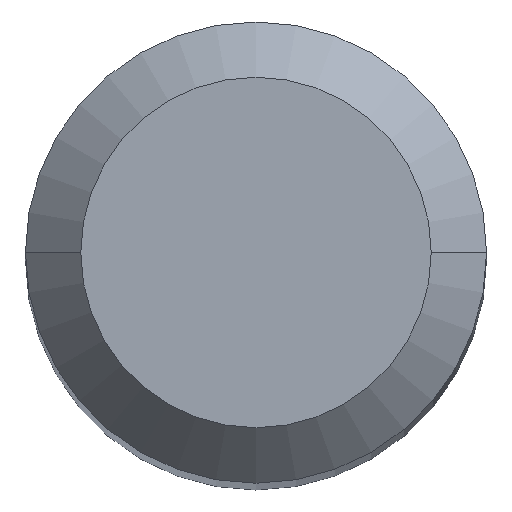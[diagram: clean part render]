
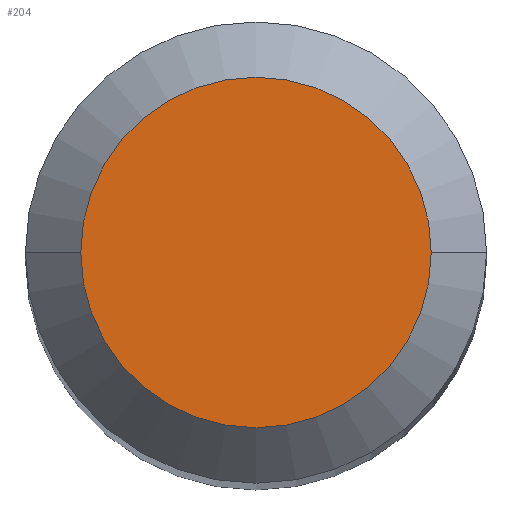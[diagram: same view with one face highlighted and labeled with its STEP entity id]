
A CAD part, top view. The second image highlights one B-rep face of the part: STEP entity #204.
In plain terms, the highlighted planar face has unit normal (0, 0, 1).
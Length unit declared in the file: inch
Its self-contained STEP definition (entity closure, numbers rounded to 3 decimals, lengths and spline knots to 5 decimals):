
#6 = EDGE_CURVE ( 'NONE', #29, #120, #460, .T. ) ;
#29 = VERTEX_POINT ( 'NONE', #40 ) ;
#40 = CARTESIAN_POINT ( 'NONE',  ( -0.0475, 0., 0. ) ) ;
#87 = ORIENTED_EDGE ( 'NONE', *, *, #363, .T. ) ;
#120 = VERTEX_POINT ( 'NONE', #474 ) ;
#132 = FACE_OUTER_BOUND ( 'NONE', #292, .T. ) ;
#143 = DIRECTION ( 'NONE',  ( 0., 0., 1. ) ) ;
#168 = AXIS2_PLACEMENT_3D ( 'NONE', #280, #495, #221 ) ;
#204 = ADVANCED_FACE ( 'NONE', ( #132 ), #491, .F. ) ;
#216 = DIRECTION ( 'NONE',  ( 1., 0., 0. ) ) ;
#221 = DIRECTION ( 'NONE',  ( 1., 0., 0. ) ) ;
#222 = DIRECTION ( 'NONE',  ( 0., 0., -1. ) ) ;
#230 = AXIS2_PLACEMENT_3D ( 'NONE', #516, #143, #216 ) ;
#280 = CARTESIAN_POINT ( 'NONE',  ( 0., 0., 0. ) ) ;
#292 = EDGE_LOOP ( 'NONE', ( #365, #87 ) ) ;
#363 = EDGE_CURVE ( 'NONE', #120, #29, #398, .T. ) ;
#365 = ORIENTED_EDGE ( 'NONE', *, *, #6, .T. ) ;
#391 = AXIS2_PLACEMENT_3D ( 'NONE', #411, #222, #403 ) ;
#398 = CIRCLE ( 'NONE', #168, 0.0475 ) ;
#403 = DIRECTION ( 'NONE',  ( -1., 0., 0. ) ) ;
#411 = CARTESIAN_POINT ( 'NONE',  ( 0., 0.0475, 0. ) ) ;
#460 = CIRCLE ( 'NONE', #230, 0.0475 ) ;
#474 = CARTESIAN_POINT ( 'NONE',  ( 0.0475, 0., 0. ) ) ;
#491 = PLANE ( 'NONE',  #391 ) ;
#495 = DIRECTION ( 'NONE',  ( 0., 0., 1. ) ) ;
#516 = CARTESIAN_POINT ( 'NONE',  ( 0., 0., 0. ) ) ;
